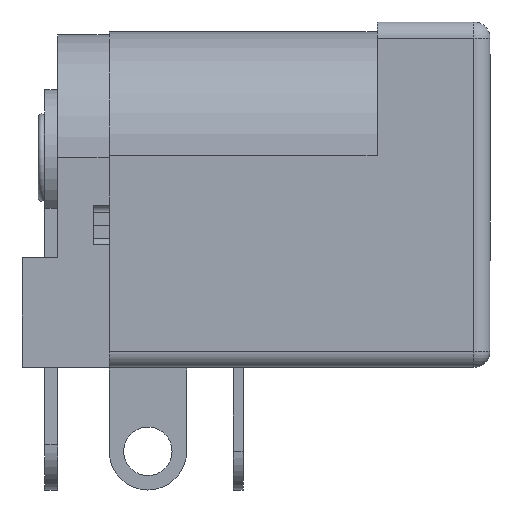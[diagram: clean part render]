
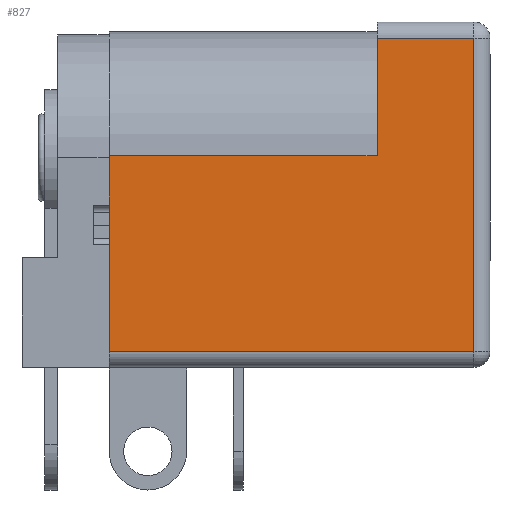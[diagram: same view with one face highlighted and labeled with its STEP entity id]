
A CAD part, left-side view. The second image highlights one B-rep face of the part: STEP entity #827.
In plain terms, the highlighted planar face has unit normal (-1, 0, 0).
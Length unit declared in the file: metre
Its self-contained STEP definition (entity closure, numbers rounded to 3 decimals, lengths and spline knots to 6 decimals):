
#783 = EDGE_CURVE( '', #2199, #2200, #2201, .T. );
#813 = EDGE_CURVE( '', #2252, #2253, #2254, .T. );
#827 = ADVANCED_FACE( '', ( #2275 ), #2276, .T. );
#1327 = EDGE_CURVE( '', #2199, #3045, #3046, .T. );
#1515 = EDGE_CURVE( '', #2219, #2252, #3298, .T. );
#1671 = EDGE_CURVE( '', #2200, #2253, #3497, .T. );
#1911 = EDGE_CURVE( '', #2219, #3045, #3789, .T. );
#2199 = VERTEX_POINT( '', #4145 );
#2200 = VERTEX_POINT( '', #4146 );
#2201 = LINE( '', #4147, #4148 );
#2219 = VERTEX_POINT( '', #4174 );
#2252 = VERTEX_POINT( '', #4214 );
#2253 = VERTEX_POINT( '', #4215 );
#2254 = LINE( '', #4216, #4217 );
#2275 = FACE_OUTER_BOUND( '', #4246, .T. );
#2276 = PLANE( '', #4247 );
#3045 = VERTEX_POINT( '', #5331 );
#3046 = LINE( '', #5332, #5333 );
#3298 = LINE( '', #5707, #5708 );
#3497 = LINE( '', #6005, #6006 );
#3789 = LINE( '', #6441, #6442 );
#4145 = CARTESIAN_POINT( '', ( -0.0045, 0.004465, 0.006585 ) );
#4146 = CARTESIAN_POINT( '', ( -0.0045, -0.003835, 0.006585 ) );
#4147 = CARTESIAN_POINT( '', ( -0.0045, 0.004465, 0.006585 ) );
#4148 = VECTOR( '', #6762, 1. );
#4174 = CARTESIAN_POINT( '', ( -0.0045, -0.006835, 0.000535 ) );
#4214 = CARTESIAN_POINT( '', ( -0.0045, -0.006835, 0.010235 ) );
#4215 = CARTESIAN_POINT( '', ( -0.0045, -0.003835, 0.010235 ) );
#4216 = CARTESIAN_POINT( '', ( -0.0045, -0.007335, 0.010235 ) );
#4217 = VECTOR( '', #6825, 1. );
#4246 = EDGE_LOOP( '', ( #6851, #6852, #6853, #6854, #6855, #6856 ) );
#4247 = AXIS2_PLACEMENT_3D( '', #6857, #6858, #6859 );
#5331 = CARTESIAN_POINT( '', ( -0.0045, 0.004465, 0.000535 ) );
#5332 = CARTESIAN_POINT( '', ( -0.0045, 0.004465, 0.006585 ) );
#5333 = VECTOR( '', #7774, 1. );
#5707 = CARTESIAN_POINT( '', ( -0.0045, -0.006835, 0.010735 ) );
#5708 = VECTOR( '', #8085, 1. );
#6005 = CARTESIAN_POINT( '', ( -0.0045, -0.003835, 0.000035 ) );
#6006 = VECTOR( '', #8400, 1. );
#6441 = CARTESIAN_POINT( '', ( -0.0045, -0.007335, 0.000535 ) );
#6442 = VECTOR( '', #8868, 1. );
#6762 = DIRECTION( '', ( 0., -1., 0. ) );
#6825 = DIRECTION( '', ( 0., 1., 0. ) );
#6851 = ORIENTED_EDGE( '', *, *, #1327, .T. );
#6852 = ORIENTED_EDGE( '', *, *, #1911, .F. );
#6853 = ORIENTED_EDGE( '', *, *, #1515, .T. );
#6854 = ORIENTED_EDGE( '', *, *, #813, .T. );
#6855 = ORIENTED_EDGE( '', *, *, #1671, .F. );
#6856 = ORIENTED_EDGE( '', *, *, #783, .F. );
#6857 = CARTESIAN_POINT( '', ( -0.0045, -0.007335, 0.000035 ) );
#6858 = DIRECTION( '', ( -1., 0., 0. ) );
#6859 = DIRECTION( '', ( 0., 0., 1. ) );
#7774 = DIRECTION( '', ( 0., 0., -1. ) );
#8085 = DIRECTION( '', ( 0., 0., 1. ) );
#8400 = DIRECTION( '', ( 0., 0., 1. ) );
#8868 = DIRECTION( '', ( 0., 1., 0. ) );
